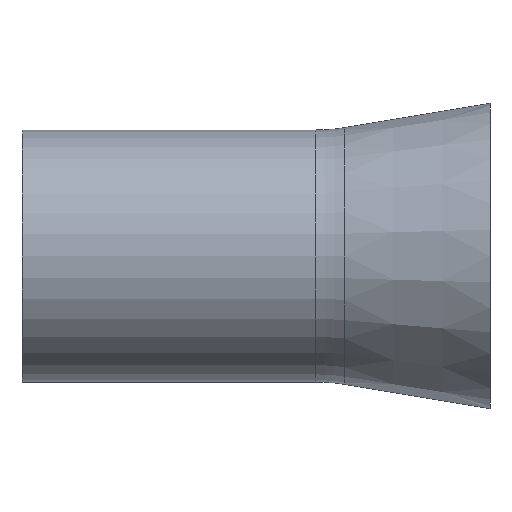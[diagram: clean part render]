
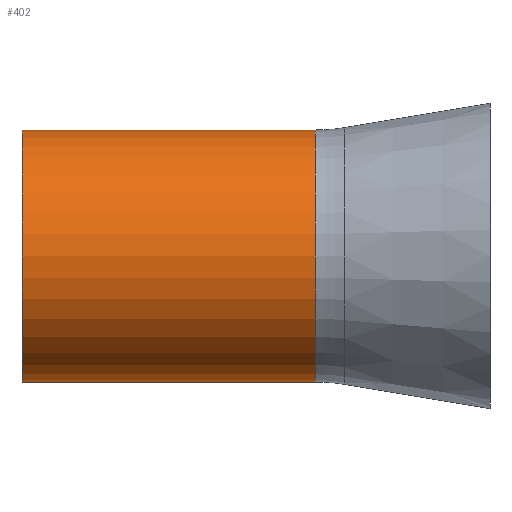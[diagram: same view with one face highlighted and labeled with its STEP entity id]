
A CAD part, front view. The second image highlights one B-rep face of the part: STEP entity #402.
In plain terms, the highlighted cylindrical face has radius 17.5 mm (diameter 35 mm), a partial arc.
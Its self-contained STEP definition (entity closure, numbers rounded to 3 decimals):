
#11 = VERTEX_POINT ( 'NONE', #118 ) ;
#21 = VECTOR ( 'NONE', #61, 1000. ) ;
#40 = CARTESIAN_POINT ( 'NONE',  ( -86.849, 0., 0. ) ) ;
#51 = VERTEX_POINT ( 'NONE', #302 ) ;
#55 = DIRECTION ( 'NONE',  ( 0., 0., -1. ) ) ;
#61 = DIRECTION ( 'NONE',  ( 1., 0., 0. ) ) ;
#71 = DIRECTION ( 'NONE',  ( 1., 0., 0. ) ) ;
#72 = VERTEX_POINT ( 'NONE', #294 ) ;
#82 = EDGE_LOOP ( 'NONE', ( #131, #353, #422, #144 ) ) ;
#96 = AXIS2_PLACEMENT_3D ( 'NONE', #188, #156, #55 ) ;
#101 = EDGE_CURVE ( 'NONE', #11, #113, #411, .T. ) ;
#113 = VERTEX_POINT ( 'NONE', #165 ) ;
#118 = CARTESIAN_POINT ( 'NONE',  ( -127.58, 0., 17.5 ) ) ;
#131 = ORIENTED_EDGE ( 'NONE', *, *, #183, .F. ) ;
#139 = CIRCLE ( 'NONE', #439, 17.5 ) ;
#144 = ORIENTED_EDGE ( 'NONE', *, *, #350, .F. ) ;
#156 = DIRECTION ( 'NONE',  ( 1., 0., 0. ) ) ;
#158 = EDGE_CURVE ( 'NONE', #113, #72, #240, .T. ) ;
#165 = CARTESIAN_POINT ( 'NONE',  ( -127.58, 0., -17.5 ) ) ;
#183 = EDGE_CURVE ( 'NONE', #11, #51, #312, .T. ) ;
#188 = CARTESIAN_POINT ( 'NONE',  ( -127.58, 0., 0. ) ) ;
#207 = DIRECTION ( 'NONE',  ( 1., 0., 0. ) ) ;
#210 = DIRECTION ( 'NONE',  ( 0., 0., -1. ) ) ;
#240 = LINE ( 'NONE', #269, #391 ) ;
#269 = CARTESIAN_POINT ( 'NONE',  ( 0., 0., -17.5 ) ) ;
#294 = CARTESIAN_POINT ( 'NONE',  ( -86.849, 0., -17.5 ) ) ;
#300 = AXIS2_PLACEMENT_3D ( 'NONE', #325, #71, #210 ) ;
#302 = CARTESIAN_POINT ( 'NONE',  ( -86.849, 0., 17.5 ) ) ;
#312 = LINE ( 'NONE', #415, #21 ) ;
#319 = FACE_OUTER_BOUND ( 'NONE', #82, .T. ) ;
#325 = CARTESIAN_POINT ( 'NONE',  ( 0., 0., 0. ) ) ;
#350 = EDGE_CURVE ( 'NONE', #51, #72, #139, .T. ) ;
#353 = ORIENTED_EDGE ( 'NONE', *, *, #101, .T. ) ;
#356 = DIRECTION ( 'NONE',  ( 1., 0., 0. ) ) ;
#382 = CYLINDRICAL_SURFACE ( 'NONE', #300, 17.5 ) ;
#391 = VECTOR ( 'NONE', #207, 1000. ) ;
#394 = DIRECTION ( 'NONE',  ( 0., 0., -1. ) ) ;
#402 = ADVANCED_FACE ( 'NONE', ( #319 ), #382, .T. ) ;
#411 = CIRCLE ( 'NONE', #96, 17.5 ) ;
#415 = CARTESIAN_POINT ( 'NONE',  ( 0., 0., 17.5 ) ) ;
#422 = ORIENTED_EDGE ( 'NONE', *, *, #158, .T. ) ;
#439 = AXIS2_PLACEMENT_3D ( 'NONE', #40, #356, #394 ) ;
